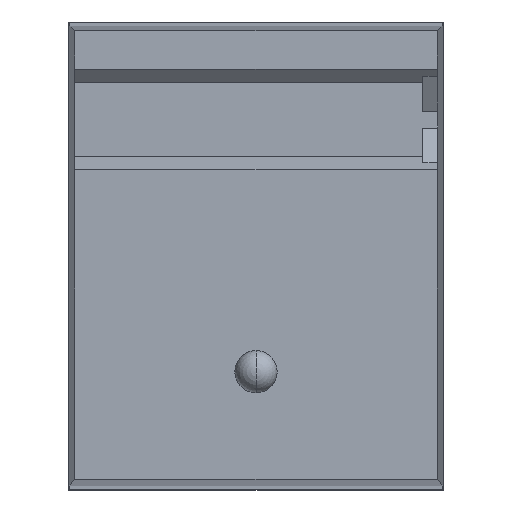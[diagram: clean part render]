
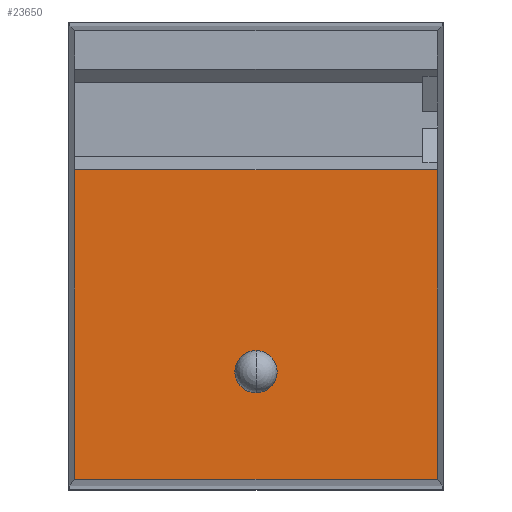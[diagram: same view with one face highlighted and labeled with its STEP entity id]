
A CAD part, top view. The second image highlights one B-rep face of the part: STEP entity #23650.
In plain terms, the highlighted face is planar.
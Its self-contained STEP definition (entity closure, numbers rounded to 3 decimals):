
#3020=CARTESIAN_POINT('',(-23.524,33.765,13.821));
#3030=DIRECTION('',(-1.,0.,0.));
#3040=VECTOR('',#3030,1.);
#3050=LINE('',#3020,#3040);
#3620=CARTESIAN_POINT('',(-13.302,33.765,13.821));
#3630=VERTEX_POINT('',#3620);
#3660=CARTESIAN_POINT('',(8.647,33.765,13.821));
#3670=VERTEX_POINT('',#3660);
#3680=EDGE_CURVE('',#3670,#3630,#3050,.T.);
#23200=CARTESIAN_POINT('',(-23.572,33.765,0.975))
;
#23210=DIRECTION('',(-0.,-1.,-0.));
#23220=DIRECTION('',(-1.,0.,0.));
#23230=AXIS2_PLACEMENT_3D('',#23200,#23210,#23220);
#23240=PLANE('',#23230);
#23250=ORIENTED_EDGE('',*,*,#3680,.F.);
#23260=CARTESIAN_POINT('',(-13.302,33.765,7.1));
#23270=DIRECTION('',(0.,0.,1.));
#23280=VECTOR('',#23270,1.);
#23290=LINE('',#23260,#23280);
#23300=CARTESIAN_POINT('',(-13.302,33.765,-11.921))
;
#23310=VERTEX_POINT('',#23300);
#23320=EDGE_CURVE('',#23310,#3630,#23290,.T.);
#23330=ORIENTED_EDGE('',*,*,#23320,.T.);
#23340=CARTESIAN_POINT('',(-23.524,33.765,-11.921));
#23350=DIRECTION('',(1.,0.,0.));
#23360=VECTOR('',#23350,1.);
#23370=LINE('',#23340,#23360);
#23380=CARTESIAN_POINT('',(8.647,33.765,-11.921));
#23390=VERTEX_POINT('',#23380);
#23400=EDGE_CURVE('',#23310,#23390,#23370,.T.);
#23410=ORIENTED_EDGE('',*,*,#23400,.F.);
#23420=CARTESIAN_POINT('',(8.647,33.765,7.1));
#23430=DIRECTION('',(0.,0.,1.));
#23440=VECTOR('',#23430,1.);
#23450=LINE('',#23420,#23440);
#23460=EDGE_CURVE('',#23390,#3670,#23450,.T.);
#23470=ORIENTED_EDGE('',*,*,#23460,.F.);
#23480=EDGE_LOOP('',(#23470,#23410,#23330,#23250));
#23490=FACE_OUTER_BOUND('',#23480,.T.);
#23500=CARTESIAN_POINT('',(1.026,33.765,0.95));
#23510=DIRECTION('',(0.,1.,0.));
#23520=DIRECTION('',(1.,0.,0.));
#23530=AXIS2_PLACEMENT_3D('',#23500,#23510,#23520);
#23540=CIRCLE('',#23530,1.5);
#23550=CARTESIAN_POINT('',(2.526,33.765,0.95));
#23560=VERTEX_POINT('',#23550);
#23570=CARTESIAN_POINT('',(-0.474,33.765,0.95)
);
#23580=VERTEX_POINT('',#23570);
#23590=EDGE_CURVE('',#23560,#23580,#23540,.T.);
#23600=ORIENTED_EDGE('',*,*,#23590,.F.);
#23610=EDGE_CURVE('',#23580,#23560,#23540,.T.);
#23620=ORIENTED_EDGE('',*,*,#23610,.F.);
#23630=EDGE_LOOP('',(#23620,#23600));
#23640=FACE_BOUND('',#23630,.T.);
#23650=ADVANCED_FACE('',(#23490,#23640),#23240,.F.);
